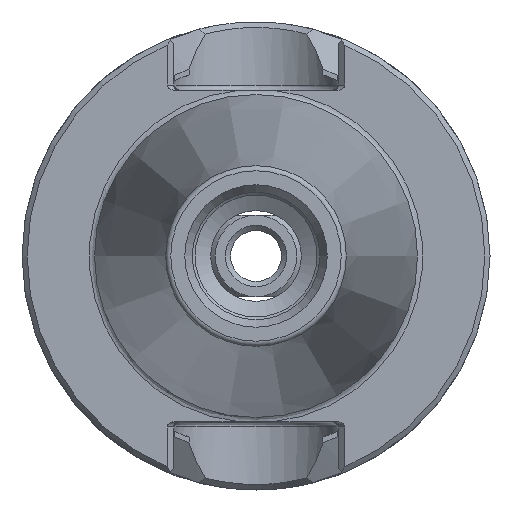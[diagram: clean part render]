
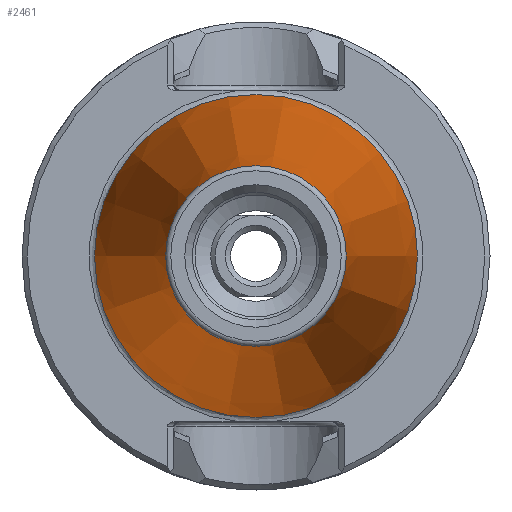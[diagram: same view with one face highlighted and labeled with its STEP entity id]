
A CAD part, left-side view. The second image highlights one B-rep face of the part: STEP entity #2461.
In plain terms, the highlighted conical face has half-angle 8.297 degrees and reference radius 12.345 mm.
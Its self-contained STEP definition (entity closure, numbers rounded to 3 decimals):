
#2256=CARTESIAN_POINT('',(0.0,15.875,0.0));
#2257=VERTEX_POINT('',#2256);
#2258=CARTESIAN_POINT('',(0.0,0.0,0.0));
#2259=DIRECTION('',(1.0,0.0,0.0));
#2260=DIRECTION('',(0.0,1.0,0.0));
#2261=AXIS2_PLACEMENT_3D('',#2258,#2259,#2260);
#2262=CIRCLE('',#2261,15.875);
#2263=EDGE_CURVE('',#2257,#2257,#2262,.T.);
#2426=CARTESIAN_POINT('',(-47.978,8.878,0.));
#2427=VERTEX_POINT('',#2426);
#2428=CARTESIAN_POINT('',(-47.978,0.0,0.));
#2429=DIRECTION('',(-1.0,0.0,0.0));
#2430=DIRECTION('',(0.0,-1.0,0.0));
#2431=AXIS2_PLACEMENT_3D('',#2428,#2429,#2430);
#2432=CIRCLE('',#2431,8.878);
#2433=EDGE_CURVE('',#2427,#2427,#2432,.T.);
#2450=CARTESIAN_POINT('',(-24.206,0.0,0.0));
#2451=DIRECTION('',(1.0,0.0,0.0));
#2452=DIRECTION('',(0.0,1.0,0.0));
#2453=AXIS2_PLACEMENT_3D('',#2450,#2451,#2452);
#2454=CONICAL_SURFACE('',#2453,12.345,8.297);
#2455=ORIENTED_EDGE('',*,*,#2263,.F.);
#2456=EDGE_LOOP('',(#2455));
#2457=FACE_OUTER_BOUND('',#2456,.T.);
#2458=ORIENTED_EDGE('',*,*,#2433,.F.);
#2459=EDGE_LOOP('',(#2458));
#2460=FACE_BOUND('',#2459,.T.);
#2461=ADVANCED_FACE('',(#2457,#2460),#2454,.T.);
